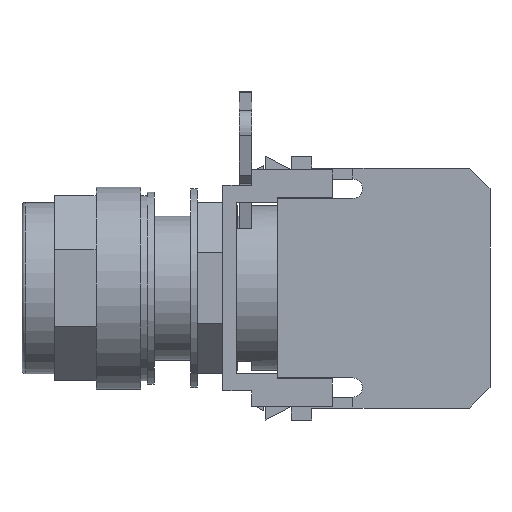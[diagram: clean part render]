
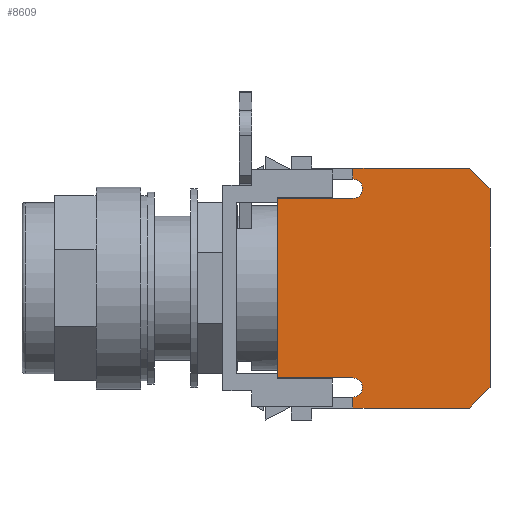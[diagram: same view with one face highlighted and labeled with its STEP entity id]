
A CAD part, left-side view. The second image highlights one B-rep face of the part: STEP entity #8609.
In plain terms, the highlighted planar face has unit normal (-1, 0, 0).
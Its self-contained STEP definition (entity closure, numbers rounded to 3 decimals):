
#74 = AXIS2_PLACEMENT_3D ( 'NONE', #7080, #2851, #2104 ) ;
#110 = CARTESIAN_POINT ( 'NONE',  ( -15., -23.7, 14.5 ) ) ;
#165 = CARTESIAN_POINT ( 'NONE',  ( -15., -25.1, 14.5 ) ) ;
#229 = EDGE_CURVE ( 'NONE', #8525, #1808, #7594, .T. ) ;
#269 = AXIS2_PLACEMENT_3D ( 'NONE', #5760, #1553, #7313 ) ;
#325 = VERTEX_POINT ( 'NONE', #2324 ) ;
#546 = ORIENTED_EDGE ( 'NONE', *, *, #229, .T. ) ;
#563 = FACE_OUTER_BOUND ( 'NONE', #7899, .T. ) ;
#908 = PLANE ( 'NONE',  #3101 ) ;
#1090 = CARTESIAN_POINT ( 'NONE',  ( -15., -23.7, 15.9 ) ) ;
#1164 = AXIS2_PLACEMENT_3D ( 'NONE', #7002, #8658, #8625 ) ;
#1188 = CARTESIAN_POINT ( 'NONE',  ( -15., -23.7, -15.9 ) ) ;
#1345 = VECTOR ( 'NONE', #5636, 1000. ) ;
#1428 = DIRECTION ( 'NONE',  ( 0., 0., -1. ) ) ;
#1553 = DIRECTION ( 'NONE',  ( -1., 0., 0. ) ) ;
#1709 = CARTESIAN_POINT ( 'NONE',  ( -15., -29.1, 29.1 ) ) ;
#1726 = VERTEX_POINT ( 'NONE', #7168 ) ;
#1808 = VERTEX_POINT ( 'NONE', #3217 ) ;
#2025 = VECTOR ( 'NONE', #7974, 1000. ) ;
#2104 = DIRECTION ( 'NONE',  ( 0., -1., 0. ) ) ;
#2132 = DIRECTION ( 'NONE',  ( -1., 0., 0. ) ) ;
#2193 = LINE ( 'NONE', #5616, #8230 ) ;
#2268 = CIRCLE ( 'NONE', #6487, 1.4 ) ;
#2288 = DIRECTION ( 'NONE',  ( 0., 1., 0. ) ) ;
#2292 = VECTOR ( 'NONE', #8224, 1000. ) ;
#2324 = CARTESIAN_POINT ( 'NONE',  ( -15., -23.7, -13.1 ) ) ;
#2456 = LINE ( 'NONE', #5689, #7695 ) ;
#2710 = EDGE_CURVE ( 'NONE', #4804, #6021, #8268, .T. ) ;
#2766 = CARTESIAN_POINT ( 'NONE',  ( -15., -43.7, -14.5 ) ) ;
#2838 = CARTESIAN_POINT ( 'NONE',  ( -15., -12.7, -13.1 ) ) ;
#2851 = DIRECTION ( 'NONE',  ( -1., 0., 0. ) ) ;
#2853 = LINE ( 'NONE', #2838, #4384 ) ;
#3030 = CARTESIAN_POINT ( 'NONE',  ( -15., 0., 0. ) ) ;
#3101 = AXIS2_PLACEMENT_3D ( 'NONE', #3030, #3832, #7274 ) ;
#3217 = CARTESIAN_POINT ( 'NONE',  ( -15., -12.7, 13.1 ) ) ;
#3286 = CARTESIAN_POINT ( 'NONE',  ( -15., -40.7, 17.5 ) ) ;
#3471 = VERTEX_POINT ( 'NONE', #6070 ) ;
#3512 = EDGE_CURVE ( 'NONE', #3471, #325, #6560, .T. ) ;
#3515 = ORIENTED_EDGE ( 'NONE', *, *, #4863, .F. ) ;
#3564 = CARTESIAN_POINT ( 'NONE',  ( -15., -23.7, -17.5 ) ) ;
#3583 = CARTESIAN_POINT ( 'NONE',  ( -15., -40.7, -17.5 ) ) ;
#3624 = DIRECTION ( 'NONE',  ( 0., 0., -1. ) ) ;
#3690 = CIRCLE ( 'NONE', #1164, 1.4 ) ;
#3832 = DIRECTION ( 'NONE',  ( -1., 0., 0. ) ) ;
#4039 = EDGE_CURVE ( 'NONE', #5192, #4495, #4803, .T. ) ;
#4384 = VECTOR ( 'NONE', #7699, 1000. ) ;
#4410 = VECTOR ( 'NONE', #2288, 1000. ) ;
#4442 = ORIENTED_EDGE ( 'NONE', *, *, #9085, .T. ) ;
#4467 = CARTESIAN_POINT ( 'NONE',  ( -15., -23.7, -17.5 ) ) ;
#4495 = VERTEX_POINT ( 'NONE', #6104 ) ;
#4554 = ORIENTED_EDGE ( 'NONE', *, *, #9071, .T. ) ;
#4632 = ORIENTED_EDGE ( 'NONE', *, *, #2710, .T. ) ;
#4718 = VERTEX_POINT ( 'NONE', #2766 ) ;
#4725 = VECTOR ( 'NONE', #8367, 1000. ) ;
#4803 = CIRCLE ( 'NONE', #269, 1.4 ) ;
#4804 = VERTEX_POINT ( 'NONE', #3564 ) ;
#4808 = EDGE_CURVE ( 'NONE', #6918, #7806, #2268, .T. ) ;
#4863 = EDGE_CURVE ( 'NONE', #8525, #6918, #3690, .T. ) ;
#5036 = CARTESIAN_POINT ( 'NONE',  ( -15., -23.7, -17.5 ) ) ;
#5055 = CARTESIAN_POINT ( 'NONE',  ( -15., -12.7, 13.1 ) ) ;
#5192 = VERTEX_POINT ( 'NONE', #1188 ) ;
#5253 = ORIENTED_EDGE ( 'NONE', *, *, #6840, .F. ) ;
#5616 = CARTESIAN_POINT ( 'NONE',  ( -15., -23.7, -17.5 ) ) ;
#5633 = CARTESIAN_POINT ( 'NONE',  ( -15., -43.7, -13.1 ) ) ;
#5636 = DIRECTION ( 'NONE',  ( 0., 1., 0. ) ) ;
#5689 = CARTESIAN_POINT ( 'NONE',  ( -15., -29.1, -29.1 ) ) ;
#5729 = VERTEX_POINT ( 'NONE', #3286 ) ;
#5760 = CARTESIAN_POINT ( 'NONE',  ( -15., -23.7, -14.5 ) ) ;
#5930 = ORIENTED_EDGE ( 'NONE', *, *, #3512, .T. ) ;
#5959 = ORIENTED_EDGE ( 'NONE', *, *, #4039, .F. ) ;
#6021 = VERTEX_POINT ( 'NONE', #3583 ) ;
#6034 = ORIENTED_EDGE ( 'NONE', *, *, #8428, .T. ) ;
#6070 = CARTESIAN_POINT ( 'NONE',  ( -15., -12.7, -13.1 ) ) ;
#6104 = CARTESIAN_POINT ( 'NONE',  ( -15., -25.1, -14.5 ) ) ;
#6487 = AXIS2_PLACEMENT_3D ( 'NONE', #110, #2132, #8440 ) ;
#6560 = LINE ( 'NONE', #8822, #2292 ) ;
#6588 = CIRCLE ( 'NONE', #74, 1.4 ) ;
#6636 = VECTOR ( 'NONE', #7364, 1000. ) ;
#6669 = ORIENTED_EDGE ( 'NONE', *, *, #7685, .T. ) ;
#6804 = EDGE_CURVE ( 'NONE', #5192, #4804, #2193, .T. ) ;
#6806 = ORIENTED_EDGE ( 'NONE', *, *, #6804, .T. ) ;
#6840 = EDGE_CURVE ( 'NONE', #4495, #325, #6588, .T. ) ;
#6916 = LINE ( 'NONE', #7887, #4410 ) ;
#6918 = VERTEX_POINT ( 'NONE', #165 ) ;
#7002 = CARTESIAN_POINT ( 'NONE',  ( -15., -23.7, 14.5 ) ) ;
#7054 = VERTEX_POINT ( 'NONE', #8578 ) ;
#7080 = CARTESIAN_POINT ( 'NONE',  ( -15., -23.7, -14.5 ) ) ;
#7168 = CARTESIAN_POINT ( 'NONE',  ( -15., -23.7, 17.5 ) ) ;
#7218 = LINE ( 'NONE', #5633, #4725 ) ;
#7271 = LINE ( 'NONE', #1709, #2025 ) ;
#7274 = DIRECTION ( 'NONE',  ( 0., -1., 0. ) ) ;
#7313 = DIRECTION ( 'NONE',  ( 0., -1., 0. ) ) ;
#7364 = DIRECTION ( 'NONE',  ( 0., -1., 0. ) ) ;
#7483 = ORIENTED_EDGE ( 'NONE', *, *, #8385, .T. ) ;
#7594 = LINE ( 'NONE', #5055, #1345 ) ;
#7685 = EDGE_CURVE ( 'NONE', #7054, #5729, #7271, .T. ) ;
#7695 = VECTOR ( 'NONE', #8586, 1000. ) ;
#7699 = DIRECTION ( 'NONE',  ( 0., 0., -1. ) ) ;
#7806 = VERTEX_POINT ( 'NONE', #1090 ) ;
#7887 = CARTESIAN_POINT ( 'NONE',  ( -15., -23.7, 17.5 ) ) ;
#7899 = EDGE_LOOP ( 'NONE', ( #4632, #8999, #4442, #6669, #6034, #7483, #8005, #3515, #546, #4554, #5930, #5253, #5959, #6806 ) ) ;
#7974 = DIRECTION ( 'NONE',  ( 0., 0.707, 0.707 ) ) ;
#8005 = ORIENTED_EDGE ( 'NONE', *, *, #4808, .F. ) ;
#8195 = EDGE_CURVE ( 'NONE', #6021, #4718, #2456, .T. ) ;
#8224 = DIRECTION ( 'NONE',  ( 0., -1., 0. ) ) ;
#8230 = VECTOR ( 'NONE', #1428, 1000. ) ;
#8268 = LINE ( 'NONE', #4467, #6636 ) ;
#8367 = DIRECTION ( 'NONE',  ( 0., 0., 1. ) ) ;
#8385 = EDGE_CURVE ( 'NONE', #1726, #7806, #8889, .T. ) ;
#8428 = EDGE_CURVE ( 'NONE', #5729, #1726, #6916, .T. ) ;
#8440 = DIRECTION ( 'NONE',  ( 0., -1., 0. ) ) ;
#8463 = CARTESIAN_POINT ( 'NONE',  ( -15., -23.7, 13.1 ) ) ;
#8525 = VERTEX_POINT ( 'NONE', #8463 ) ;
#8552 = VECTOR ( 'NONE', #3624, 1000. ) ;
#8578 = CARTESIAN_POINT ( 'NONE',  ( -15., -43.7, 14.5 ) ) ;
#8586 = DIRECTION ( 'NONE',  ( 0., -0.707, 0.707 ) ) ;
#8609 = ADVANCED_FACE ( 'NONE', ( #563 ), #908, .T. ) ;
#8625 = DIRECTION ( 'NONE',  ( 0., -1., 0. ) ) ;
#8658 = DIRECTION ( 'NONE',  ( -1., 0., 0. ) ) ;
#8822 = CARTESIAN_POINT ( 'NONE',  ( -15., -12.7, -13.1 ) ) ;
#8889 = LINE ( 'NONE', #5036, #8552 ) ;
#8999 = ORIENTED_EDGE ( 'NONE', *, *, #8195, .T. ) ;
#9071 = EDGE_CURVE ( 'NONE', #1808, #3471, #2853, .T. ) ;
#9085 = EDGE_CURVE ( 'NONE', #4718, #7054, #7218, .T. ) ;
